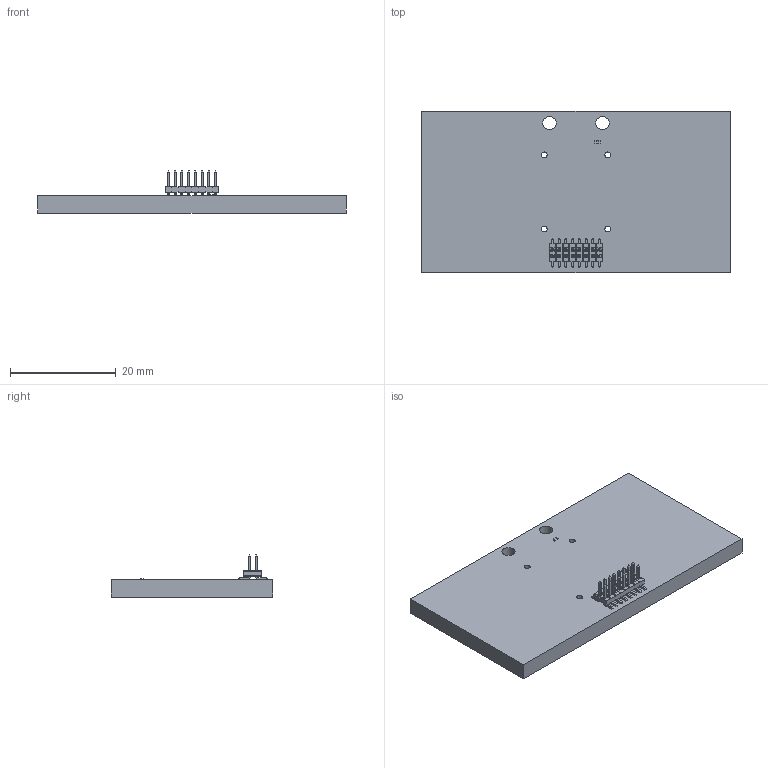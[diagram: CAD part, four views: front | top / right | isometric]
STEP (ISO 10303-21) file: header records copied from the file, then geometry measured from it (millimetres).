
FILE_DESCRIPTION(('Open CASCADE Model'),'2;1');
FILE_NAME('Open CASCADE Shape Model','2018-03-19T12:21:49',('Author'),( 'Open CASCADE'),'Open CASCADE STEP processor 6.8','Open CASCADE 6.8' ,'Unknown');
FILE_SCHEMA(('AUTOMOTIVE_DESIGN { 1 0 10303 214 1 1 1 1 }'));
Length unit declared in the file: millimetre
Products named in the file (9): PCB; Board; R100; 0402_0_0000_R; Open_CASCADE_STEP_translator_6.2_6.1; P1; m50-3600842_asm; M50-350-MLD; M50-360-CONTACT
Assembly tree (23 placements, depth 4):
  PCB
    Board
    R100
      0402_0_0000_R
        Open_CASCADE_STEP_translator_6.2_6.1
    P1
      m50-3600842_asm
        M50-350-MLD
        M50-360-CONTACT  x16
Bounding box: 58.2 x 30.4 x 7.95 mm (x, y, z)
Volume: 5795 mm3; surface area: 4468.7 mm2
Topology: 22 solids, 22 shells, 648 faces, 1508 edges, 920 vertices
Faces by surface type: plane 610, cylinder 38
Full cylindrical faces by diameter (mm): 1.1 x4, 2.5 x2
Entity records: 8931 total; most frequent: CARTESIAN_POINT 1495, ORIENTED_EDGE 1456, DIRECTION 1398, EDGE_CURVE 728, LINE 712, VECTOR 712, VERTEX_POINT 440, FACE_BOUND 348
